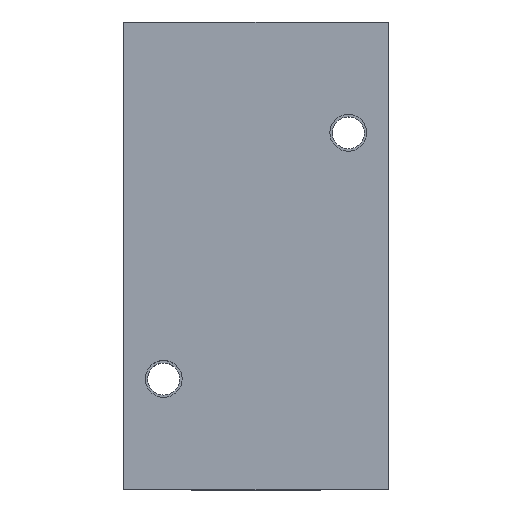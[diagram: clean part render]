
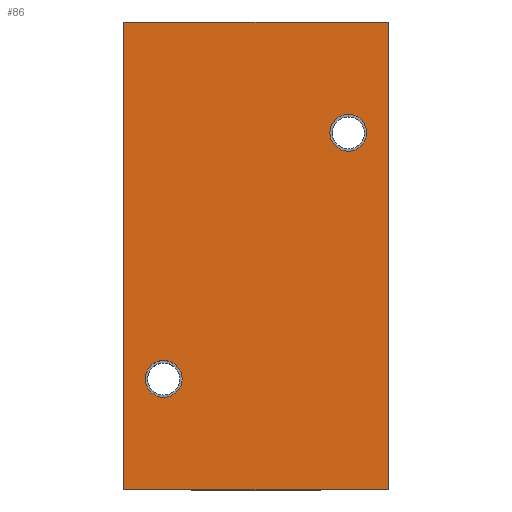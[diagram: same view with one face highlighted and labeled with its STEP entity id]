
A CAD part, top view. The second image highlights one B-rep face of the part: STEP entity #86.
In plain terms, the highlighted planar face has unit normal (0, 0, 1).
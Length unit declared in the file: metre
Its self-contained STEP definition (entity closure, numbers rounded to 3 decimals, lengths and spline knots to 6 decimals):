
#86 = ADVANCED_FACE( '', ( #187, #188, #189 ), #190, .T. );
#187 = FACE_BOUND( '', #290, .T. );
#188 = FACE_BOUND( '', #291, .T. );
#189 = FACE_OUTER_BOUND( '', #292, .T. );
#190 = PLANE( '', #293 );
#290 = EDGE_LOOP( '', ( #457 ) );
#291 = EDGE_LOOP( '', ( #458 ) );
#292 = EDGE_LOOP( '', ( #459, #460, #461, #462 ) );
#293 = AXIS2_PLACEMENT_3D( '', #463, #464, #465 );
#457 = ORIENTED_EDGE( '', *, *, #553, .T. );
#458 = ORIENTED_EDGE( '', *, *, #550, .T. );
#459 = ORIENTED_EDGE( '', *, *, #599, .F. );
#460 = ORIENTED_EDGE( '', *, *, #600, .F. );
#461 = ORIENTED_EDGE( '', *, *, #591, .T. );
#462 = ORIENTED_EDGE( '', *, *, #596, .T. );
#463 = CARTESIAN_POINT( '', ( -0.0215, -0.038, 0.03 ) );
#464 = DIRECTION( '', ( 0., 0., 1. ) );
#465 = DIRECTION( '', ( 1., 0., 0. ) );
#550 = EDGE_CURVE( '', #645, #645, #646, .T. );
#553 = EDGE_CURVE( '', #650, #650, #651, .T. );
#591 = EDGE_CURVE( '', #708, #706, #709, .T. );
#596 = EDGE_CURVE( '', #706, #713, #716, .T. );
#599 = EDGE_CURVE( '', #719, #713, #720, .T. );
#600 = EDGE_CURVE( '', #708, #719, #721, .T. );
#645 = VERTEX_POINT( '', #777 );
#646 = CIRCLE( '', #778, 0.003 );
#650 = VERTEX_POINT( '', #782 );
#651 = CIRCLE( '', #783, 0.003 );
#706 = VERTEX_POINT( '', #908 );
#708 = VERTEX_POINT( '', #911 );
#709 = LINE( '', #912, #913 );
#713 = VERTEX_POINT( '', #918 );
#716 = LINE( '', #922, #923 );
#719 = VERTEX_POINT( '', #927 );
#720 = LINE( '', #928, #929 );
#721 = LINE( '', #930, #931 );
#777 = CARTESIAN_POINT( '', ( 0.015, 0.017, 0.03 ) );
#778 = AXIS2_PLACEMENT_3D( '', #978, #979, #980 );
#782 = CARTESIAN_POINT( '', ( -0.015, -0.023, 0.03 ) );
#783 = AXIS2_PLACEMENT_3D( '', #984, #985, #986 );
#908 = CARTESIAN_POINT( '', ( 0.0215, -0.038, 0.03 ) );
#911 = CARTESIAN_POINT( '', ( -0.0215, -0.038, 0.03 ) );
#912 = CARTESIAN_POINT( '', ( -0.0215, -0.038, 0.03 ) );
#913 = VECTOR( '', #1031, 1. );
#918 = CARTESIAN_POINT( '', ( 0.0215, 0.038, 0.03 ) );
#922 = CARTESIAN_POINT( '', ( 0.0215, -0.038, 0.03 ) );
#923 = VECTOR( '', #1034, 1. );
#927 = CARTESIAN_POINT( '', ( -0.0215, 0.038, 0.03 ) );
#928 = CARTESIAN_POINT( '', ( -0.0215, 0.038, 0.03 ) );
#929 = VECTOR( '', #1036, 1. );
#930 = CARTESIAN_POINT( '', ( -0.0215, -0.038, 0.03 ) );
#931 = VECTOR( '', #1037, 1. );
#978 = CARTESIAN_POINT( '', ( 0.015, 0.02, 0.03 ) );
#979 = DIRECTION( '', ( 0., 0., -1. ) );
#980 = DIRECTION( '', ( 0., -1., 0. ) );
#984 = CARTESIAN_POINT( '', ( -0.015, -0.02, 0.03 ) );
#985 = DIRECTION( '', ( 0., 0., -1. ) );
#986 = DIRECTION( '', ( 0., -1., 0. ) );
#1031 = DIRECTION( '', ( 1., 0., 0. ) );
#1034 = DIRECTION( '', ( 0., 1., 0. ) );
#1036 = DIRECTION( '', ( 1., 0., 0. ) );
#1037 = DIRECTION( '', ( 0., 1., 0. ) );
